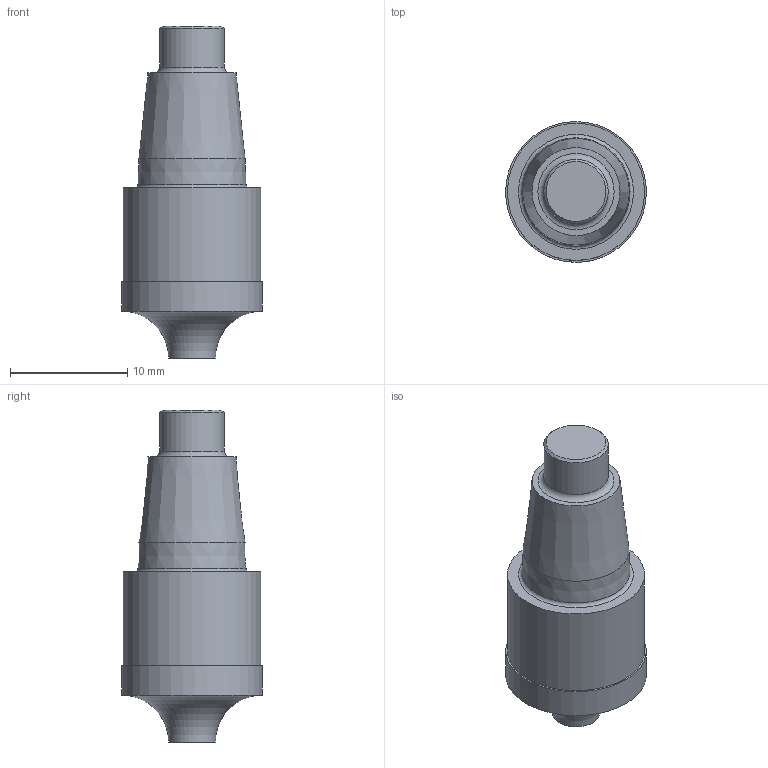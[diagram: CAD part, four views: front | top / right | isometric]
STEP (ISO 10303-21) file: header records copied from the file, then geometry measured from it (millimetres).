
FILE_DESCRIPTION(/* description */ (''),/* implementation_level */ '2;1');
FILE_NAME(/* name */ 'XVK310E12120D1K400Z4_Basic.stp',/* time_stamp */ '2022-07-20T14:35:06+05:00',/* author */ (''),/* organization */ (''),/* preprocessor_version */ 'ST-DEVELOPER v16.7',/* originating_system */ 'SIEMENS PLM Software NX 12.0',/* authorisation */ '');
FILE_SCHEMA (('AUTOMOTIVE_DESIGN { 1 0 10303 214 3 1 1 1 }'));
Length unit declared in the file: millimetre
Products named in the file (1): inco1898A528aucr
Bounding box: 11.99 x 11.99 x 28.3 mm (x, y, z)
Volume: 1908.8 mm3; surface area: 1165.2 mm2
Topology: 2 solids, 2 shells, 15 faces, 23 edges, 15 vertices
Faces by surface type: plane 6, cylinder 3, torus 3, cone 3
Full cylindrical faces by diameter (mm): 5.5 x1, 11.7 x1, 12 x1
Entity records: 380 total; most frequent: DIRECTION 64, CARTESIAN_POINT 62, AXIS2_PLACEMENT_3D 32, EDGE_LOOP 26, ORIENTED_EDGE 26, FACE_BOUND 22, ADVANCED_FACE 15, VERTEX_POINT 13
